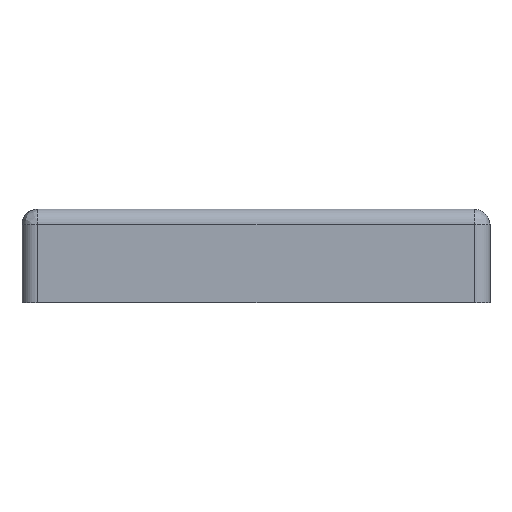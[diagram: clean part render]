
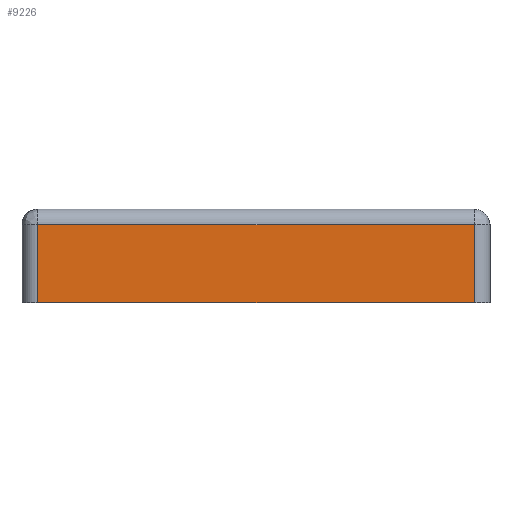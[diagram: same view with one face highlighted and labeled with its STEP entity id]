
A CAD part, left-side view. The second image highlights one B-rep face of the part: STEP entity #9226.
In plain terms, the highlighted planar face has unit normal (-1, 0, 0).
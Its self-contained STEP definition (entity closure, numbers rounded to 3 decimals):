
#121 = FACE_OUTER_BOUND ( 'NONE', #9186, .T. ) ;
#174 = VECTOR ( 'NONE', #9306, 1000. ) ;
#259 = CARTESIAN_POINT ( 'NONE',  ( -30., -28., 12. ) ) ;
#1335 = AXIS2_PLACEMENT_3D ( 'NONE', #4009, #9112, #4746 ) ;
#1394 = CARTESIAN_POINT ( 'NONE',  ( -30., 28., 10. ) ) ;
#1397 = ORIENTED_EDGE ( 'NONE', *, *, #6268, .F. ) ;
#2101 = VERTEX_POINT ( 'NONE', #6058 ) ;
#2289 = CARTESIAN_POINT ( 'NONE',  ( -30., -28., 10. ) ) ;
#2325 = ORIENTED_EDGE ( 'NONE', *, *, #2395, .F. ) ;
#2395 = EDGE_CURVE ( 'NONE', #4574, #7961, #4150, .T. ) ;
#3675 = EDGE_CURVE ( 'NONE', #4750, #4574, #7918, .T. ) ;
#3749 = CARTESIAN_POINT ( 'NONE',  ( -30., 28., 12. ) ) ;
#4009 = CARTESIAN_POINT ( 'NONE',  ( -30., 30., 12. ) ) ;
#4036 = VECTOR ( 'NONE', #8858, 1000. ) ;
#4150 = LINE ( 'NONE', #7146, #174 ) ;
#4519 = EDGE_CURVE ( 'NONE', #2101, #4750, #6789, .T. ) ;
#4574 = VERTEX_POINT ( 'NONE', #1394 ) ;
#4677 = PLANE ( 'NONE',  #1335 ) ;
#4746 = DIRECTION ( 'NONE',  ( 0., 1., 0. ) ) ;
#4750 = VERTEX_POINT ( 'NONE', #5866 ) ;
#5028 = DIRECTION ( 'NONE',  ( 0., 1., 0. ) ) ;
#5866 = CARTESIAN_POINT ( 'NONE',  ( -30., 28., 0. ) ) ;
#6058 = CARTESIAN_POINT ( 'NONE',  ( -30., -28., 0. ) ) ;
#6268 = EDGE_CURVE ( 'NONE', #7961, #2101, #9219, .T. ) ;
#6789 = LINE ( 'NONE', #7935, #8477 ) ;
#7027 = ORIENTED_EDGE ( 'NONE', *, *, #4519, .F. ) ;
#7146 = CARTESIAN_POINT ( 'NONE',  ( -30., 30., 10. ) ) ;
#7285 = VECTOR ( 'NONE', #7459, 1000. ) ;
#7459 = DIRECTION ( 'NONE',  ( 0., 0., -1. ) ) ;
#7918 = LINE ( 'NONE', #3749, #4036 ) ;
#7935 = CARTESIAN_POINT ( 'NONE',  ( -30., 30., 0. ) ) ;
#7961 = VERTEX_POINT ( 'NONE', #2289 ) ;
#8048 = ORIENTED_EDGE ( 'NONE', *, *, #3675, .F. ) ;
#8477 = VECTOR ( 'NONE', #5028, 1000. ) ;
#8858 = DIRECTION ( 'NONE',  ( 0., 0., 1. ) ) ;
#9112 = DIRECTION ( 'NONE',  ( 1., 0., 0. ) ) ;
#9186 = EDGE_LOOP ( 'NONE', ( #2325, #8048, #7027, #1397 ) ) ;
#9219 = LINE ( 'NONE', #259, #7285 ) ;
#9226 = ADVANCED_FACE ( 'NONE', ( #121 ), #4677, .F. ) ;
#9306 = DIRECTION ( 'NONE',  ( 0., -1., 0. ) ) ;
